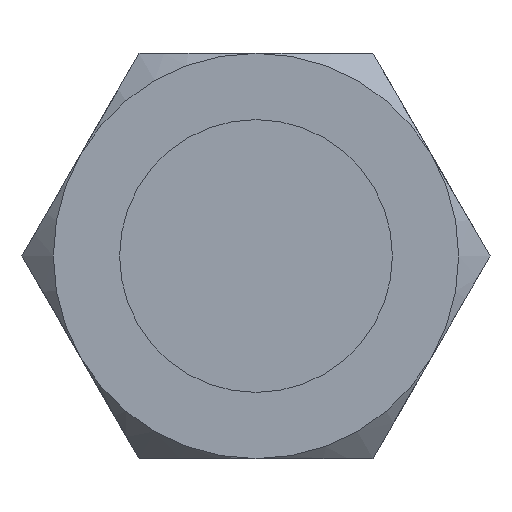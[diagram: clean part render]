
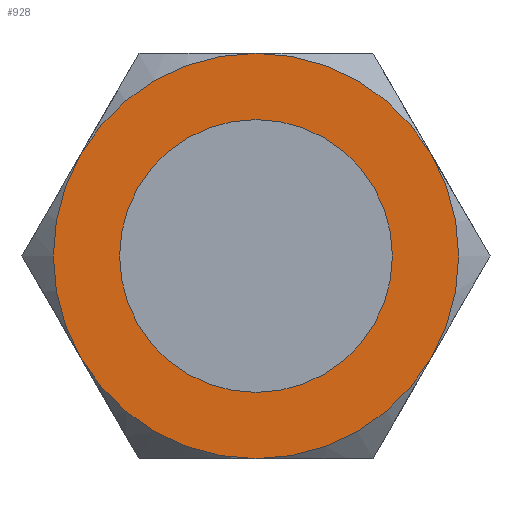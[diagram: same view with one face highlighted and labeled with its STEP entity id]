
A CAD part, left-side view. The second image highlights one B-rep face of the part: STEP entity #928.
In plain terms, the highlighted planar face has unit normal (-1, 0, 0).
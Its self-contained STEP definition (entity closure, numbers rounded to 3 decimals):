
#877=CARTESIAN_POINT('',(-53.,0.,5.723));
#878=VERTEX_POINT('',#877);
#879=CARTESIAN_POINT('',(-53.,0.,0.0));
#880=DIRECTION('',(1.0,0.0,0.0));
#881=DIRECTION('',(0.0,0.0,1.0));
#882=AXIS2_PLACEMENT_3D('',#879,#880,#881);
#883=CIRCLE('',#882,5.723);
#884=EDGE_CURVE('',#878,#878,#883,.T.);
#909=CARTESIAN_POINT('',(-53.,4.25,0.0));
#910=DIRECTION('',(-1.0,0.0,0.0));
#911=DIRECTION('',(0.0,0.0,1.0));
#912=AXIS2_PLACEMENT_3D('',#909,#910,#911);
#913=PLANE('',#912);
#914=CARTESIAN_POINT('',(-53.,8.5,0.0));
#915=VERTEX_POINT('',#914);
#916=CARTESIAN_POINT('',(-53.,0.,0.0));
#917=DIRECTION('',(1.0,0.0,0.0));
#918=DIRECTION('',(0.0,1.0,0.0));
#919=AXIS2_PLACEMENT_3D('',#916,#917,#918);
#920=CIRCLE('',#919,8.5);
#921=EDGE_CURVE('',#915,#915,#920,.T.);
#922=ORIENTED_EDGE('',*,*,#921,.F.);
#923=EDGE_LOOP('',(#922));
#924=FACE_OUTER_BOUND('',#923,.T.);
#925=ORIENTED_EDGE('',*,*,#884,.T.);
#926=EDGE_LOOP('',(#925));
#927=FACE_BOUND('',#926,.T.);
#928=ADVANCED_FACE('',(#924,#927),#913,.T.);
